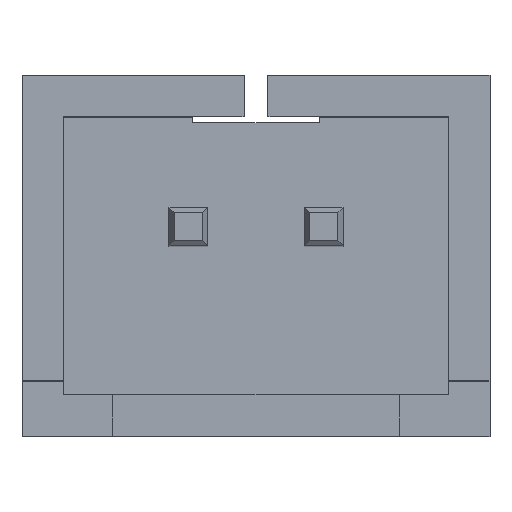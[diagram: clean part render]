
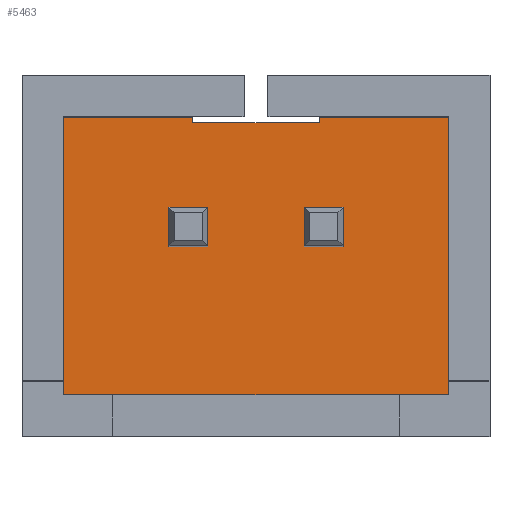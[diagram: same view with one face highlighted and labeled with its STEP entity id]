
A CAD part, top view. The second image highlights one B-rep face of the part: STEP entity #5463.
In plain terms, the highlighted planar face has unit normal (0, 0, 1).
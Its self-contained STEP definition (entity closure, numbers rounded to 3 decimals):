
#395=ORIENTED_EDGE('',*,*,#1526,.F.);
#396=ORIENTED_EDGE('',*,*,#1527,.F.);
#397=ORIENTED_EDGE('',*,*,#1528,.F.);
#398=ORIENTED_EDGE('',*,*,#1529,.F.);
#399=ORIENTED_EDGE('',*,*,#1530,.F.);
#400=ORIENTED_EDGE('',*,*,#1531,.F.);
#401=ORIENTED_EDGE('',*,*,#1532,.F.);
#402=ORIENTED_EDGE('',*,*,#1533,.F.);
#403=ORIENTED_EDGE('',*,*,#1534,.F.);
#404=ORIENTED_EDGE('',*,*,#1535,.T.);
#405=ORIENTED_EDGE('',*,*,#1536,.F.);
#406=ORIENTED_EDGE('',*,*,#1524,.F.);
#407=ORIENTED_EDGE('',*,*,#1537,.F.);
#408=ORIENTED_EDGE('',*,*,#1538,.F.);
#409=ORIENTED_EDGE('',*,*,#1539,.F.);
#410=ORIENTED_EDGE('',*,*,#1491,.F.);
#1491=EDGE_CURVE('',#2059,#2060,#2435,.T.);
#1524=EDGE_CURVE('',#2087,#2088,#2468,.T.);
#1526=EDGE_CURVE('',#2089,#2090,#2470,.T.);
#1527=EDGE_CURVE('',#2091,#2089,#2471,.T.);
#1528=EDGE_CURVE('',#2092,#2091,#2472,.T.);
#1529=EDGE_CURVE('',#2090,#2092,#2473,.T.);
#1530=EDGE_CURVE('',#2093,#2094,#2474,.T.);
#1531=EDGE_CURVE('',#2095,#2093,#2475,.T.);
#1532=EDGE_CURVE('',#2096,#2095,#2476,.T.);
#1533=EDGE_CURVE('',#2094,#2096,#2477,.T.);
#1534=EDGE_CURVE('',#2097,#2059,#2478,.T.);
#1535=EDGE_CURVE('',#2097,#2098,#2479,.T.);
#1536=EDGE_CURVE('',#2088,#2098,#2480,.T.);
#1537=EDGE_CURVE('',#2099,#2087,#2481,.T.);
#1538=EDGE_CURVE('',#2100,#2099,#2482,.T.);
#1539=EDGE_CURVE('',#2060,#2100,#2483,.T.);
#2059=VERTEX_POINT('',#6660);
#2060=VERTEX_POINT('',#6662);
#2087=VERTEX_POINT('',#6727);
#2088=VERTEX_POINT('',#6729);
#2089=VERTEX_POINT('',#6733);
#2090=VERTEX_POINT('',#6734);
#2091=VERTEX_POINT('',#6736);
#2092=VERTEX_POINT('',#6738);
#2093=VERTEX_POINT('',#6741);
#2094=VERTEX_POINT('',#6742);
#2095=VERTEX_POINT('',#6744);
#2096=VERTEX_POINT('',#6746);
#2097=VERTEX_POINT('',#6749);
#2098=VERTEX_POINT('',#6751);
#2099=VERTEX_POINT('',#6754);
#2100=VERTEX_POINT('',#6756);
#2435=LINE('',#6661,#2739);
#2468=LINE('',#6728,#2772);
#2470=LINE('',#6732,#2774);
#2471=LINE('',#6735,#2775);
#2472=LINE('',#6737,#2776);
#2473=LINE('',#6739,#2777);
#2474=LINE('',#6740,#2778);
#2475=LINE('',#6743,#2779);
#2476=LINE('',#6745,#2780);
#2477=LINE('',#6747,#2781);
#2478=LINE('',#6748,#2782);
#2479=LINE('',#6750,#2783);
#2480=LINE('',#6752,#2784);
#2481=LINE('',#6753,#2785);
#2482=LINE('',#6755,#2786);
#2483=LINE('',#6757,#2787);
#2739=VECTOR('',#5941,1000.);
#2772=VECTOR('',#5986,1000.);
#2774=VECTOR('',#5990,1000.);
#2775=VECTOR('',#5991,1000.);
#2776=VECTOR('',#5992,1000.);
#2777=VECTOR('',#5993,1000.);
#2778=VECTOR('',#5994,1000.);
#2779=VECTOR('',#5995,1000.);
#2780=VECTOR('',#5996,1000.);
#2781=VECTOR('',#5997,1000.);
#2782=VECTOR('',#5998,1000.);
#2783=VECTOR('',#5999,1000.);
#2784=VECTOR('',#6000,1000.);
#2785=VECTOR('',#6001,1000.);
#2786=VECTOR('',#6002,1000.);
#2787=VECTOR('',#6003,1000.);
#3041=EDGE_LOOP('',(#395,#396,#397,#398));
#3042=EDGE_LOOP('',(#399,#400,#401,#402));
#3043=EDGE_LOOP('',(#403,#404,#405,#406,#407,#408,#409,#410));
#3303=FACE_BOUND('',#3041,.T.);
#3304=FACE_BOUND('',#3042,.T.);
#3305=FACE_BOUND('',#3043,.T.);
#3565=PLANE('',#5730);
#5463=ADVANCED_FACE('',(#3303,#3304,#3305),#3565,.F.);
#5730=AXIS2_PLACEMENT_3D('',#6731,#5988,#5989);
#5941=DIRECTION('',(1.,0.,0.));
#5986=DIRECTION('',(1.,0.,0.));
#5988=DIRECTION('',(0.,0.,-1.));
#5989=DIRECTION('',(-1.,0.,0.));
#5990=DIRECTION('',(0.,-1.,0.));
#5991=DIRECTION('',(-1.,0.,0.));
#5992=DIRECTION('',(0.,1.,0.));
#5993=DIRECTION('',(1.,0.,0.));
#5994=DIRECTION('',(1.,0.,0.));
#5995=DIRECTION('',(0.,-1.,0.));
#5996=DIRECTION('',(-1.,0.,0.));
#5997=DIRECTION('',(0.,1.,0.));
#5998=DIRECTION('',(0.,1.,0.));
#5999=DIRECTION('',(-1.,0.,0.));
#6000=DIRECTION('',(0.,-1.,0.));
#6001=DIRECTION('',(0.,1.,0.));
#6002=DIRECTION('',(-1.,0.,0.));
#6003=DIRECTION('',(0.,-1.,0.));
#6660=CARTESIAN_POINT('',(0.584,1.016,1.27));
#6661=CARTESIAN_POINT('',(-1.778,1.016,1.27));
#6662=CARTESIAN_POINT('',(1.778,1.016,1.27));
#6727=CARTESIAN_POINT('',(-1.778,1.016,1.27));
#6728=CARTESIAN_POINT('',(-1.778,1.016,1.27));
#6729=CARTESIAN_POINT('',(-0.584,1.016,1.27));
#6731=CARTESIAN_POINT('',(0.,0.,1.27));
#6732=CARTESIAN_POINT('',(-0.803,-0.178,1.27));
#6733=CARTESIAN_POINT('',(-0.803,0.178,1.27));
#6734=CARTESIAN_POINT('',(-0.803,-0.178,1.27));
#6735=CARTESIAN_POINT('',(-0.803,0.178,1.27));
#6736=CARTESIAN_POINT('',(-0.447,0.178,1.27));
#6737=CARTESIAN_POINT('',(-0.447,0.178,1.27));
#6738=CARTESIAN_POINT('',(-0.447,-0.178,1.27));
#6739=CARTESIAN_POINT('',(-0.447,-0.178,1.27));
#6740=CARTESIAN_POINT('',(0.803,-0.178,1.27));
#6741=CARTESIAN_POINT('',(0.447,-0.178,1.27));
#6742=CARTESIAN_POINT('',(0.803,-0.178,1.27));
#6743=CARTESIAN_POINT('',(0.447,-0.178,1.27));
#6744=CARTESIAN_POINT('',(0.447,0.178,1.27));
#6745=CARTESIAN_POINT('',(0.447,0.178,1.27));
#6746=CARTESIAN_POINT('',(0.803,0.178,1.27));
#6747=CARTESIAN_POINT('',(0.803,0.178,1.27));
#6748=CARTESIAN_POINT('',(0.584,0.,1.27));
#6749=CARTESIAN_POINT('',(0.584,0.965,1.27));
#6750=CARTESIAN_POINT('',(0.,0.965,1.27));
#6751=CARTESIAN_POINT('',(-0.584,0.965,1.27));
#6752=CARTESIAN_POINT('',(-0.584,0.,1.27));
#6753=CARTESIAN_POINT('',(-1.778,-1.549,1.27));
#6754=CARTESIAN_POINT('',(-1.778,-1.549,1.27));
#6755=CARTESIAN_POINT('',(1.778,-1.549,1.27));
#6756=CARTESIAN_POINT('',(1.778,-1.549,1.27));
#6757=CARTESIAN_POINT('',(1.778,1.016,1.27));
